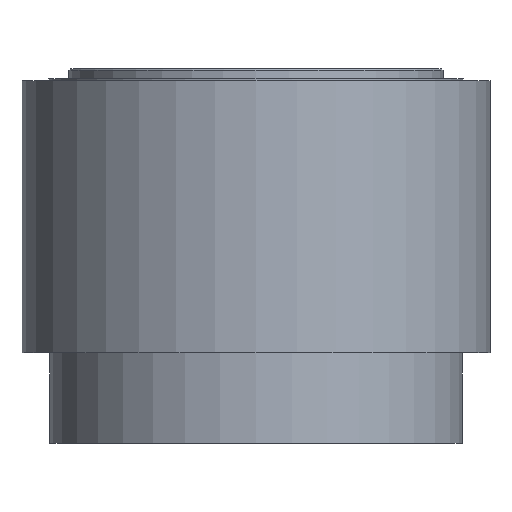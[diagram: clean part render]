
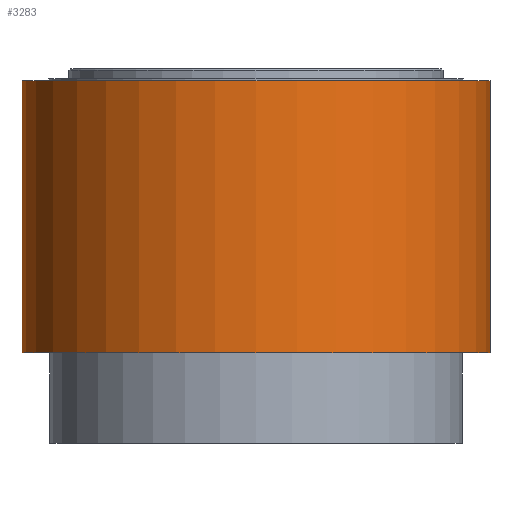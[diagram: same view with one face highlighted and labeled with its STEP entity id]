
A CAD part, front view. The second image highlights one B-rep face of the part: STEP entity #3283.
In plain terms, the highlighted cylindrical face has radius 70 mm (diameter 140 mm), a partial arc.
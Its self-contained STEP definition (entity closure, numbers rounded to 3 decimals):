
#2441 = CARTESIAN_POINT ( 'NONE',  ( 0., -65., 43.9 ) ) ;
#2442 = AXIS2_PLACEMENT_3D ( 'NONE', #2441, #2460, #2459 ) ;
#2446 = CYLINDRICAL_SURFACE ( 'NONE', #2442, 70. ) ;
#2456 = FACE_OUTER_BOUND ( 'NONE', #3285, .T. ) ;
#2459 = DIRECTION ( 'NONE',  ( -1., 0., 0. ) ) ;
#2460 = DIRECTION ( 'NONE',  ( 0., 0., -1. ) ) ;
#2465 = DIRECTION ( 'NONE',  ( 0., 0., -1. ) ) ;
#2475 = CIRCLE ( 'NONE', #2478, 70. ) ;
#2478 = AXIS2_PLACEMENT_3D ( 'NONE', #2485, #2465, #2493 ) ;
#2485 = CARTESIAN_POINT ( 'NONE',  ( 0., -65., 26.9 ) ) ;
#2493 = DIRECTION ( 'NONE',  ( -1., 0., 0. ) ) ;
#2527 = CARTESIAN_POINT ( 'NONE',  ( 0., -65., 108.35 ) ) ;
#2528 = AXIS2_PLACEMENT_3D ( 'NONE', #2527, #2531, #2530 ) ;
#2530 = DIRECTION ( 'NONE',  ( 1., 0., 0. ) ) ;
#2531 = DIRECTION ( 'NONE',  ( 0., 0., 1. ) ) ;
#2537 = CIRCLE ( 'NONE', #2528, 70. ) ;
#3268 = ORIENTED_EDGE ( 'NONE', *, *, #4358, .F. ) ;
#3283 = ADVANCED_FACE ( 'NONE', ( #2456 ), #2446, .T. ) ;
#3284 = ORIENTED_EDGE ( 'NONE', *, *, #3319, .F. ) ;
#3285 = EDGE_LOOP ( 'NONE', ( #3268, #3284, #3320, #3288 ) ) ;
#3288 = ORIENTED_EDGE ( 'NONE', *, *, #3289, .F. ) ;
#3289 = EDGE_CURVE ( 'NONE', #4359, #4228, #2475, .T. ) ;
#3319 = EDGE_CURVE ( 'NONE', #4351, #4255, #2537, .T. ) ;
#3320 = ORIENTED_EDGE ( 'NONE', *, *, #4233, .T. ) ;
#4228 = VERTEX_POINT ( 'NONE', #4743 ) ;
#4233 = EDGE_CURVE ( 'NONE', #4351, #4228, #4746, .T. ) ;
#4255 = VERTEX_POINT ( 'NONE', #4801 ) ;
#4351 = VERTEX_POINT ( 'NONE', #5025 ) ;
#4358 = EDGE_CURVE ( 'NONE', #4255, #4359, #5053, .T. ) ;
#4359 = VERTEX_POINT ( 'NONE', #5035 ) ;
#4741 = DIRECTION ( 'NONE',  ( 0., 0., -1. ) ) ;
#4742 = VECTOR ( 'NONE', #4741, 1000. ) ;
#4743 = CARTESIAN_POINT ( 'NONE',  ( -70., -65., 26.9 ) ) ;
#4745 = CARTESIAN_POINT ( 'NONE',  ( -70., -65., 43.9 ) ) ;
#4746 = LINE ( 'NONE', #4745, #4742 ) ;
#4801 = CARTESIAN_POINT ( 'NONE',  ( 70., -65., 108.35 ) ) ;
#5025 = CARTESIAN_POINT ( 'NONE',  ( -70., -65., 108.35 ) ) ;
#5035 = CARTESIAN_POINT ( 'NONE',  ( 70., -65., 26.9 ) ) ;
#5036 = DIRECTION ( 'NONE',  ( 0., 0., -1. ) ) ;
#5051 = VECTOR ( 'NONE', #5036, 1000. ) ;
#5052 = CARTESIAN_POINT ( 'NONE',  ( 70., -65., 43.9 ) ) ;
#5053 = LINE ( 'NONE', #5052, #5051 ) ;
